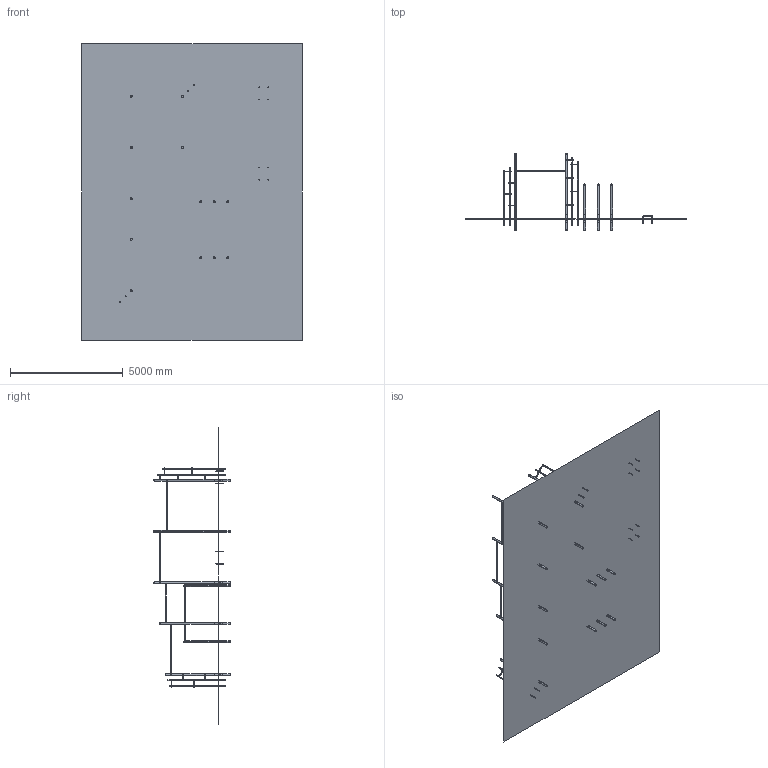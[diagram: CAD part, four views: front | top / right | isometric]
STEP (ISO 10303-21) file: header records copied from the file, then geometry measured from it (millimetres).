
FILE_DESCRIPTION (( 'STEP AP214' ), '1' );
FILE_NAME ('BodyArt S.STEP', '2025-05-26T13:09:14', ( 'Util' ), ( '' ), 'SwSTEP 2.0', 'SolidWorks 2025', '' );
FILE_SCHEMA (( 'AUTOMOTIVE_DESIGN' ));
Length unit declared in the file: millimetre
Products named in the file (19): Poteau_Poteau simple - hfix 2100 mm + vague raccourci; BodyArt S; Poteau_Poteau triple pour BodyArt S; Crochet pompe_V2<Brut de soudage>; Barres parallèles_BP entraxe 2390 V2; Traverses_Diam. 42.4<Brut d''usinage>; Poteau_Poteau double 180° - 2100 & 2350 avec diam33.7 sur h2300; M08 Frein; Poteau_Poteau double 180° - 2350 & 2600 avec diam33.7 sur h2300; BA02 - Carré de barres de traction_pour BodyArt S (avec poteau vague 2); Poteau_Poteau double 90° - 2300 & 2100; Traverse + visserie_Diam. 33.7; Poteau_Poteau double 90° - 2100 & 2300 + vague 2; BA01 - 3 barres de traction_Pour Body Art L V2; Traverses_Diam. 33.7<Brut d''usinage>; BA07 - Crochets de Pompes_BA07 V2; Traverse + visserie_Diam. 42.4; BA03 - Barres parallèles_BA03 V2; Sol_S V2
Assembly tree (35 placements, depth 4):
  BodyArt S
    BA02 - Carré de barres de traction_pour BodyArt S (avec poteau vague 2)
      Poteau_Poteau double 90° - 2100 & 2300 + vague 2
      Poteau_Poteau triple pour BodyArt S
      Poteau_Poteau double 90° - 2300 & 2100  x2
      Traverse + visserie_Diam. 42.4  x4
        Traverses_Diam. 42.4<Brut d''usinage>
        M08 Frein
    BA03 - Barres parallèles_BA03 V2
      Barres parallèles_BP entraxe 2390 V2  x3
    BA01 - 3 barres de traction_Pour Body Art L V2
      Poteau_Poteau simple - hfix 2100 mm + vague raccourci
      Poteau_Poteau double 180° - 2100 & 2350 avec diam33.7 sur h2300
      Poteau_Poteau double 180° - 2350 & 2600 avec diam33.7 sur h2300
      Traverse + visserie_Diam. 42.4  x2
        Traverses_Diam. 42.4<Brut d''usinage>
        M08 Frein
      Traverse + visserie_Diam. 33.7
        Traverses_Diam. 33.7<Brut d''usinage>
        M08 Frein  x4
    BA07 - Crochets de Pompes_BA07 V2  x2
      Crochet pompe_V2<Brut de soudage>
    Sol_S V2
Bounding box: 9759 x 3375 x 13117 mm (x, y, z)
Volume: 39962307.5 mm3; surface area: 159293283.3 mm2
Topology: 139 solids, 140 shells, 2548 faces, 5788 edges, 3618 vertices
Faces by surface type: cylinder 900, plane 832, cone 504, torus 244, sphere 68
Entity records: 40545 total; most frequent: CARTESIAN_POINT 16621, DIRECTION 4890, ORIENTED_EDGE 4588, EDGE_CURVE 2296, AXIS2_PLACEMENT_3D 2014, VERTEX_POINT 1496, EDGE_LOOP 1169, CIRCLE 1020
